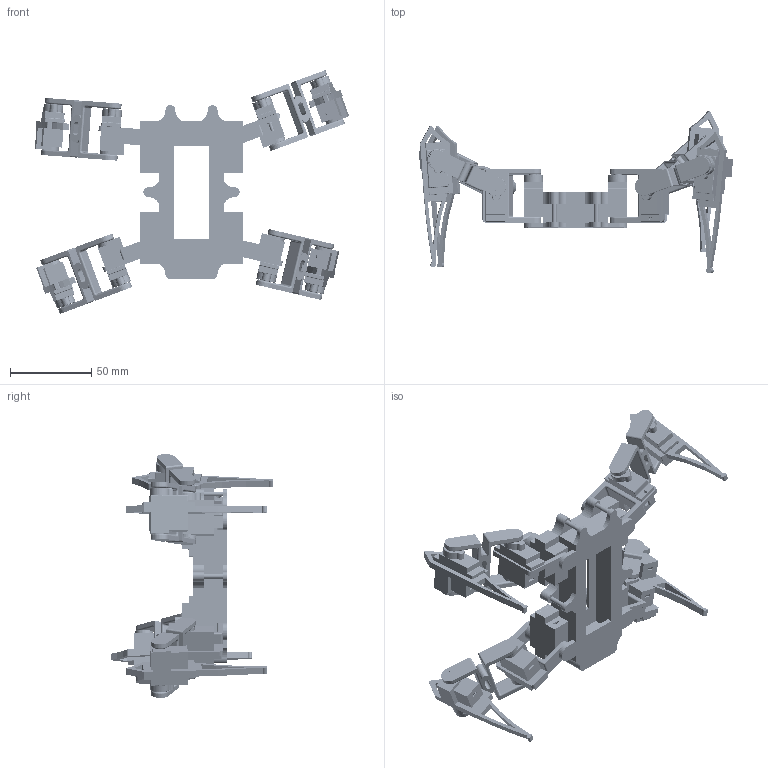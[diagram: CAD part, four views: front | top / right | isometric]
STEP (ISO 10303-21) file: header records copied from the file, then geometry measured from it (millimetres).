
FILE_DESCRIPTION (( 'STEP AP203' ), '1' );
FILE_NAME ('Spider Bot.STEP', '2018-11-08T18:17:00', ( '' ), ( '' ), 'SwSTEP 2.0', 'SolidWorks 2017', '' );
FILE_SCHEMA (( 'CONFIG_CONTROL_DESIGN' ));
Length unit declared in the file: inch
Products named in the file (22): Part 4; cap; Leg; MOtor Asssambly; 2 Body Pin; Leg Support 2; Up Body; Part 5; Part 3; Motor Body Pin; Down Body; Support Pin; Body Join Pin; part 1; Spider Bot; Body Joind 1; Part 2; Support; Leg Pin; Body Joind 2; 4 body pin; Leg 2
Assembly tree (100 placements, depth 3):
  Spider Bot
    Down Body
    Up Body
    MOtor Asssambly  x12
      Part 4
      Part 3
      Part 2
      part 1
      Part 5
    Body Joind 2  x2
    Support  x8
    Leg Support 2  x4
    cap  x12
    Leg 2  x2
    Body Joind 1  x2
    Leg  x2
    2 Body Pin  x2
    4 body pin  x4
    Motor Body Pin  x8
    Support Pin  x16
    Leg Pin  x8
    Body Join Pin  x8
Bounding box: 193.55 x 99.83 x 150.13 mm (x, y, z)
Volume: 113041.8 mm3; surface area: 148190 mm2
Topology: 176 solids, 176 shells, 8450 faces, 20598 edges, 12714 vertices
Faces by surface type: plane 4910, cylinder 3064, torus 308, sphere 96, bspline 72
Entity records: 39610 total; most frequent: DIRECTION 6393, CARTESIAN_POINT 6279, ORIENTED_EDGE 5728, EDGE_CURVE 2864, AXIS2_PLACEMENT_3D 2309, VERTEX_POINT 1819, LINE 1775, VECTOR 1775
